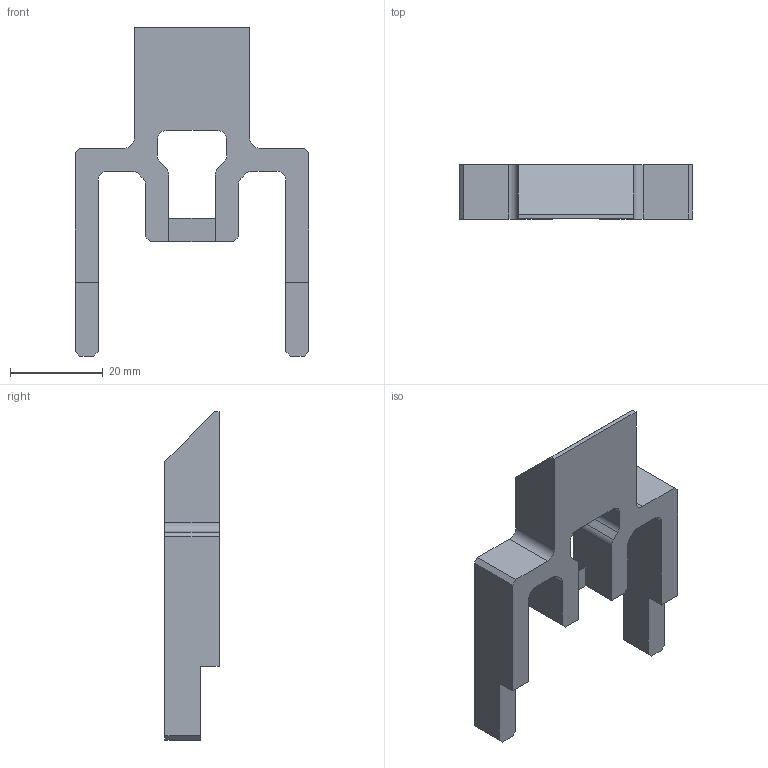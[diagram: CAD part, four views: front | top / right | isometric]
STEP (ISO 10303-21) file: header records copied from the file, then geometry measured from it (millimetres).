
FILE_DESCRIPTION(/* description */ (''),/* implementation_level */ '2;1');
FILE_NAME(/* name */ 'Fab_SpringBolt_CAV2.3.4_V1.1 v13.step',/* time_stamp */ '2022-04-04T12:03:11+02:00',/* author */ (''),/* organization */ (''),/* preprocessor_version */ 'ST-DEVELOPER v18.1',/* originating_system */ 'Autodesk Translation Framework v10.14.0.1471',/* authorisation */ '');
FILE_SCHEMA (('AUTOMOTIVE_DESIGN { 1 0 10303 214 3 1 1 }'));
Length unit declared in the file: millimetre
Products named in the file (1): Fab_SpringBolt_CAV2.3.4_V1.1
Bounding box: 50.5 x 11.7 x 71 mm (x, y, z)
Volume: 13533.3 mm3; surface area: 6921.3 mm2
Topology: 1 solids, 1 shells, 65 faces, 190 edges, 126 vertices
Faces by surface type: plane 48, cylinder 17
Entity records: 2179 total; most frequent: CARTESIAN_POINT 382, ORIENTED_EDGE 380, DIRECTION 356, EDGE_CURVE 190, LINE 156, VECTOR 156, VERTEX_POINT 126, AXIS2_PLACEMENT_3D 100
